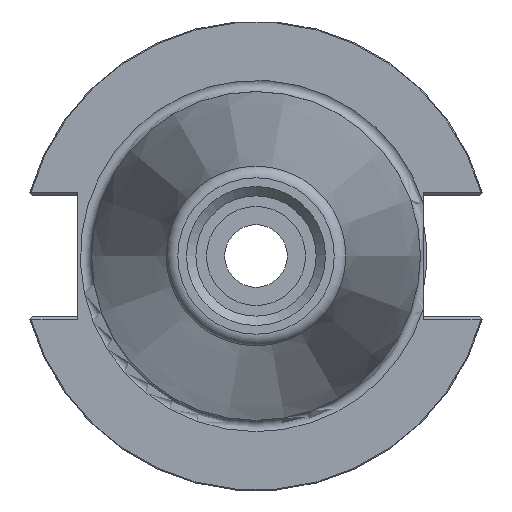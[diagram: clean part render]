
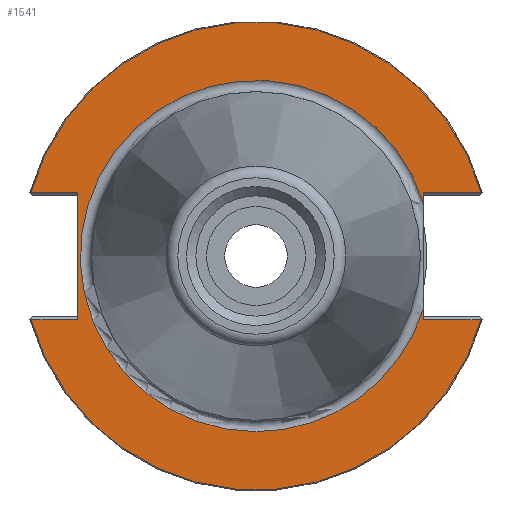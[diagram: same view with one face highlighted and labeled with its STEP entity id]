
A CAD part, left-side view. The second image highlights one B-rep face of the part: STEP entity #1541.
In plain terms, the highlighted planar face has unit normal (-1, 0, 0).
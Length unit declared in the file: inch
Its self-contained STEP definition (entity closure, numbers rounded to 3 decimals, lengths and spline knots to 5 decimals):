
#230=LINE('',#2282,#348);
#231=LINE('',#2304,#349);
#238=LINE('',#2356,#356);
#240=LINE('',#2360,#358);
#241=LINE('',#2362,#359);
#242=LINE('',#2364,#360);
#243=LINE('',#2367,#361);
#348=VECTOR('',#1880,0.0526);
#349=VECTOR('',#1881,0.0526);
#356=VECTOR('',#1900,0.30821);
#358=VECTOR('',#1904,0.24821);
#359=VECTOR('',#1905,0.67625);
#360=VECTOR('',#1906,0.24821);
#361=VECTOR('',#1909,0.30821);
#465=FACE_OUTER_BOUND('',#553,.T.);
#553=EDGE_LOOP('',(#1141,#1142,#1143,#1144,#1145,#1146,#1147,#1148,#1149,
#1150,#1151));
#638=CIRCLE('',#1678,1.245);
#640=CIRCLE('',#1684,1.245);
#641=CIRCLE('',#1685,0.93468);
#642=CIRCLE('',#1686,0.93468);
#703=VERTEX_POINT('',#2279);
#704=VERTEX_POINT('',#2281);
#705=VERTEX_POINT('',#2283);
#706=VERTEX_POINT('',#2303);
#710=VERTEX_POINT('',#2312);
#711=VERTEX_POINT('',#2321);
#718=VERTEX_POINT('',#2359);
#719=VERTEX_POINT('',#2361);
#720=VERTEX_POINT('',#2363);
#721=VERTEX_POINT('',#2365);
#722=VERTEX_POINT('',#2368);
#861=EDGE_CURVE('',#704,#703,#230,.T.);
#863=EDGE_CURVE('',#706,#705,#231,.T.);
#868=EDGE_CURVE('',#710,#711,#638,.T.);
#877=EDGE_CURVE('',#703,#711,#238,.T.);
#879=EDGE_CURVE('',#718,#710,#240,.T.);
#880=EDGE_CURVE('',#719,#718,#241,.T.);
#881=EDGE_CURVE('',#720,#719,#242,.T.);
#882=EDGE_CURVE('',#721,#720,#640,.T.);
#883=EDGE_CURVE('',#721,#706,#243,.T.);
#884=EDGE_CURVE('',#705,#722,#641,.T.);
#885=EDGE_CURVE('',#722,#704,#642,.T.);
#1141=ORIENTED_EDGE('',*,*,#868,.F.);
#1142=ORIENTED_EDGE('',*,*,#879,.F.);
#1143=ORIENTED_EDGE('',*,*,#880,.F.);
#1144=ORIENTED_EDGE('',*,*,#881,.F.);
#1145=ORIENTED_EDGE('',*,*,#882,.F.);
#1146=ORIENTED_EDGE('',*,*,#883,.T.);
#1147=ORIENTED_EDGE('',*,*,#863,.T.);
#1148=ORIENTED_EDGE('',*,*,#884,.T.);
#1149=ORIENTED_EDGE('',*,*,#885,.T.);
#1150=ORIENTED_EDGE('',*,*,#861,.T.);
#1151=ORIENTED_EDGE('',*,*,#877,.T.);
#1495=PLANE('',#1683);
#1541=ADVANCED_FACE('',(#465),#1495,.T.);
#1678=AXIS2_PLACEMENT_3D('',#2322,#1887,#1888);
#1683=AXIS2_PLACEMENT_3D('',#2358,#1902,#1903);
#1684=AXIS2_PLACEMENT_3D('',#2366,#1907,#1908);
#1685=AXIS2_PLACEMENT_3D('',#2369,#1910,#1911);
#1686=AXIS2_PLACEMENT_3D('',#2370,#1912,#1913);
#1880=DIRECTION('',(0.,0.,1.));
#1881=DIRECTION('',(0.,0.,1.));
#1887=DIRECTION('center_axis',(1.,0.,0.));
#1888=DIRECTION('ref_axis',(0.,0.,
1.));
#1900=DIRECTION('',(0.,-1.,0.));
#1902=DIRECTION('center_axis',(-1.,0.,0.));
#1903=DIRECTION('ref_axis',(0.,0.,1.));
#1904=DIRECTION('',(0.,1.,0.));
#1905=DIRECTION('',(0.,0.,1.));
#1906=DIRECTION('',(0.,-1.,0.));
#1907=DIRECTION('center_axis',(1.,0.,0.));
#1908=DIRECTION('ref_axis',(0.,0.,
-1.));
#1909=DIRECTION('',(0.,1.,0.));
#1910=DIRECTION('center_axis',(1.,0.,0.));
#1911=DIRECTION('ref_axis',(0.,0.,1.));
#1912=DIRECTION('center_axis',(1.,0.,0.));
#1913=DIRECTION('ref_axis',(0.,0.,1.));
#2279=CARTESIAN_POINT('',(-1.17746,-0.89001,0.33812));
#2281=CARTESIAN_POINT('',(-1.17746,-0.89001,0.28553));
#2282=CARTESIAN_POINT('',(-1.17746,-0.89001,0.));
#2283=CARTESIAN_POINT('',(-1.17746,-0.89001,-0.28553));
#2303=CARTESIAN_POINT('',(-1.17746,-0.89001,-0.33813));
#2304=CARTESIAN_POINT('',(-1.17746,-0.89001,0.));
#2312=CARTESIAN_POINT('',(-1.17746,1.19819,0.33812));
#2321=CARTESIAN_POINT('',(-1.17746,-1.19822,0.33812));
#2322=CARTESIAN_POINT('Origin',(-1.17746,-0.00001,
0.));
#2356=CARTESIAN_POINT('',(-1.17746,-0.90251,0.33812));
#2358=CARTESIAN_POINT('Origin',(-1.17746,-0.87501,0.));
#2359=CARTESIAN_POINT('',(-1.17746,0.94999,0.33812));
#2360=CARTESIAN_POINT('',(-1.17746,0.02749,0.33812));
#2361=CARTESIAN_POINT('',(-1.17746,0.94999,-0.33813));
#2362=CARTESIAN_POINT('',(-1.17746,0.94999,-0.33813));
#2363=CARTESIAN_POINT('',(-1.17746,1.19819,-0.33813));
#2364=CARTESIAN_POINT('',(-1.17746,0.27749,-0.33813));
#2365=CARTESIAN_POINT('',(-1.17746,-1.19822,-0.33813));
#2366=CARTESIAN_POINT('Origin',(-1.17746,-0.00001,
0.));
#2367=CARTESIAN_POINT('',(-1.17746,-0.90251,-0.33813));
#2368=CARTESIAN_POINT('',(-1.17746,-0.00001,-0.93468));
#2369=CARTESIAN_POINT('Origin',(-1.17746,-0.00001,
0.));
#2370=CARTESIAN_POINT('Origin',(-1.17746,-0.00001,
0.));
